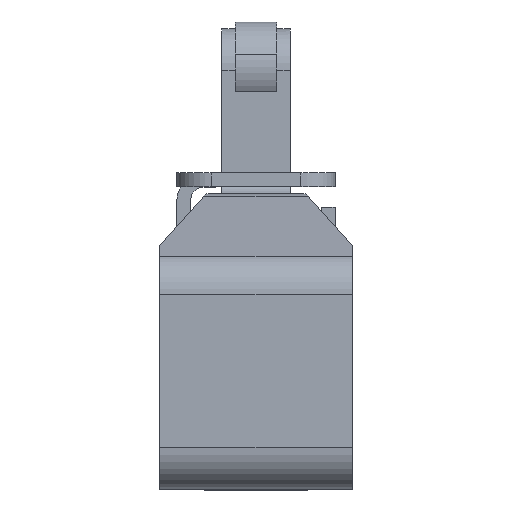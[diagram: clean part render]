
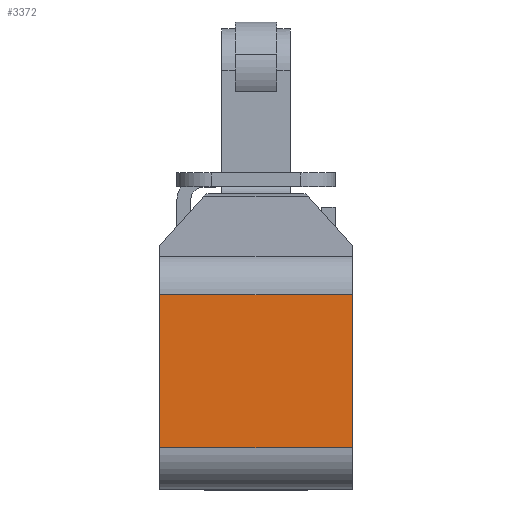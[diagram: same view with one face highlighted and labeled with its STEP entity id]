
A CAD part, top view. The second image highlights one B-rep face of the part: STEP entity #3372.
In plain terms, the highlighted planar face has unit normal (0, 0, 1).
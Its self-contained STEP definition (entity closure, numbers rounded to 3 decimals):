
#89=DIRECTION('',(0.,-1.,0.));
#90=VECTOR('',#89,1.111);
#91=CARTESIAN_POINT('',(-0.7,1.411,0.));
#92=LINE('',#91,#90);
#175=DIRECTION('',(0.,-1.,0.));
#176=VECTOR('',#175,1.111);
#177=CARTESIAN_POINT('',(0.7,1.411,0.));
#178=LINE('',#177,#176);
#1223=DIRECTION('',(1.,0.,0.));
#1224=VECTOR('',#1223,1.4);
#1225=CARTESIAN_POINT('',(-0.7,0.3,0.));
#1226=LINE('',#1225,#1224);
#1227=DIRECTION('',(1.,0.,0.));
#1228=VECTOR('',#1227,1.4);
#1229=CARTESIAN_POINT('',(-0.7,1.411,0.));
#1230=LINE('',#1229,#1228);
#1668=CARTESIAN_POINT('',(-0.7,1.411,0.));
#1669=CARTESIAN_POINT('',(-0.7,0.3,0.));
#1670=VERTEX_POINT('',#1668);
#1671=VERTEX_POINT('',#1669);
#1684=CARTESIAN_POINT('',(0.7,1.411,0.));
#1685=CARTESIAN_POINT('',(0.7,0.3,0.));
#1686=VERTEX_POINT('',#1684);
#1687=VERTEX_POINT('',#1685);
#3360=CARTESIAN_POINT('',(-0.7,1.411,0.));
#3361=DIRECTION('',(0.,0.,1.));
#3362=DIRECTION('',(0.,-1.,0.));
#3363=AXIS2_PLACEMENT_3D('',#3360,#3361,#3362);
#3364=PLANE('',#3363);
#3365=ORIENTED_EDGE('',*,*,#2093,.F.);
#3367=ORIENTED_EDGE('',*,*,#3366,.T.);
#3368=ORIENTED_EDGE('',*,*,#2174,.T.);
#3369=ORIENTED_EDGE('',*,*,#3353,.F.);
#3370=EDGE_LOOP('',(#3365,#3367,#3368,#3369));
#3371=FACE_OUTER_BOUND('',#3370,.F.);
#3372=ADVANCED_FACE('',(#3371),#3364,.T.);
#2093=EDGE_CURVE('',#1670,#1671,#92,.T.);
#2174=EDGE_CURVE('',#1686,#1687,#178,.T.);
#3353=EDGE_CURVE('',#1671,#1687,#1226,.T.);
#3366=EDGE_CURVE('',#1670,#1686,#1230,.T.);
